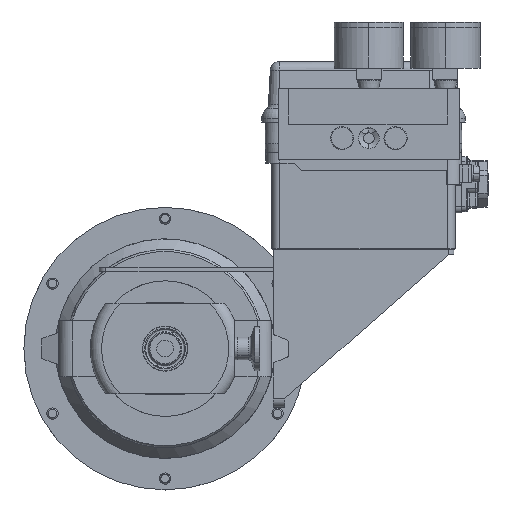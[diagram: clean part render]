
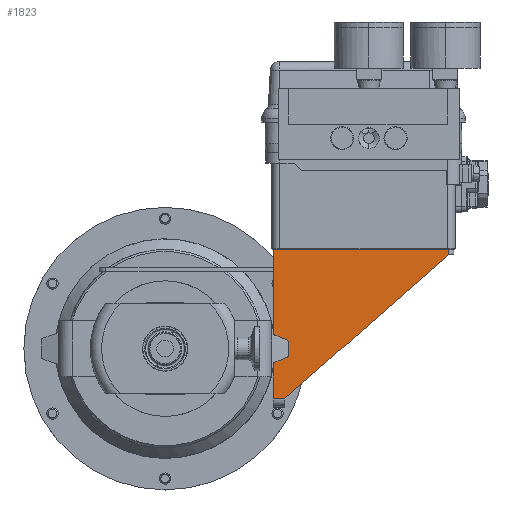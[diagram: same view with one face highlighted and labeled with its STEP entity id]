
A CAD part, front view. The second image highlights one B-rep face of the part: STEP entity #1823.
In plain terms, the highlighted planar face has unit normal (0, -1, 0).
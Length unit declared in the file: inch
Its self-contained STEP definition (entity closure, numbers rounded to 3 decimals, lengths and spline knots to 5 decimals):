
#553 = AXIS2_PLACEMENT_3D ( 'NONE', #27392, #8159, #19273 ) ;
#1083 = FACE_OUTER_BOUND ( 'NONE', #26565, .T. ) ;
#1272 = EDGE_CURVE ( 'NONE', #22688, #26784, #34390, .T. ) ;
#1467 = DIRECTION ( 'NONE',  ( 1., 0., 0. ) ) ;
#1546 = VECTOR ( 'NONE', #25010, 39.37008 ) ;
#1735 = ORIENTED_EDGE ( 'NONE', *, *, #5311, .F. ) ;
#1823 = ADVANCED_FACE ( 'NONE', ( #1083 ), #5549, .F. ) ;
#2065 = CARTESIAN_POINT ( 'NONE',  ( 2.69214, 2.672, -0.19503 ) ) ;
#2778 = DIRECTION ( 'NONE',  ( -0.929, 0., 0.369 ) ) ;
#3383 = VERTEX_POINT ( 'NONE', #33941 ) ;
#3805 = CARTESIAN_POINT ( 'NONE',  ( 2.39, 2.672, -0.35573 ) ) ;
#4622 = LINE ( 'NONE', #35321, #22967 ) ;
#5078 = ORIENTED_EDGE ( 'NONE', *, *, #11555, .F. ) ;
#5311 = EDGE_CURVE ( 'NONE', #26080, #22688, #31154, .T. ) ;
#5549 = PLANE ( 'NONE',  #553 ) ;
#5653 = CARTESIAN_POINT ( 'NONE',  ( 2.39, 2.672, -1.105 ) ) ;
#5661 = DIRECTION ( 'NONE',  ( 0., 0., -1. ) ) ;
#6812 = VERTEX_POINT ( 'NONE', #28483 ) ;
#7285 = VECTOR ( 'NONE', #5661, 39.37008 ) ;
#8133 = DIRECTION ( 'NONE',  ( 0., -1., 0. ) ) ;
#8159 = DIRECTION ( 'NONE',  ( 0., 1., 0. ) ) ;
#8585 = LINE ( 'NONE', #28520, #23907 ) ;
#8985 = DIRECTION ( 'NONE',  ( 0., -1., 0. ) ) ;
#9174 = ORIENTED_EDGE ( 'NONE', *, *, #28443, .F. ) ;
#9496 = CARTESIAN_POINT ( 'NONE',  ( 2.65, 2.672, -1.105 ) ) ;
#9690 = ORIENTED_EDGE ( 'NONE', *, *, #31354, .F. ) ;
#9703 = ORIENTED_EDGE ( 'NONE', *, *, #33812, .F. ) ;
#10060 = AXIS2_PLACEMENT_3D ( 'NONE', #27600, #8133, #21867 ) ;
#10159 = VECTOR ( 'NONE', #1467, 39.37008 ) ;
#10341 = ORIENTED_EDGE ( 'NONE', *, *, #27166, .T. ) ;
#10487 = VERTEX_POINT ( 'NONE', #12359 ) ;
#11062 = CIRCLE ( 'NONE', #27077, 0.06 ) ;
#11555 = EDGE_CURVE ( 'NONE', #26408, #16341, #4622, .T. ) ;
#11727 = DIRECTION ( 'NONE',  ( 0., 0., -1. ) ) ;
#11864 = DIRECTION ( 'NONE',  ( 0.929, 0., 0.369 ) ) ;
#12124 = CARTESIAN_POINT ( 'NONE',  ( 6.265, 2.672, 2.075 ) ) ;
#12153 = DIRECTION ( 'NONE',  ( 0., 0., -1. ) ) ;
#12359 = CARTESIAN_POINT ( 'NONE',  ( 2.39, 2.672, 2.195 ) ) ;
#12378 = CIRCLE ( 'NONE', #20726, 0.06 ) ;
#12427 = CARTESIAN_POINT ( 'NONE',  ( 2.39, 2.672, 2.195 ) ) ;
#13645 = EDGE_CURVE ( 'NONE', #3383, #26080, #16432, .T. ) ;
#14699 = VERTEX_POINT ( 'NONE', #31566 ) ;
#14900 = LINE ( 'NONE', #20899, #10159 ) ;
#14907 = DIRECTION ( 'NONE',  ( 0., 0., 1. ) ) ;
#15196 = DIRECTION ( 'NONE',  ( 1., 0., 0. ) ) ;
#15443 = CARTESIAN_POINT ( 'NONE',  ( 2.73, 2.672, 0.13927 ) ) ;
#16341 = VERTEX_POINT ( 'NONE', #23844 ) ;
#16432 = LINE ( 'NONE', #30537, #24561 ) ;
#17357 = LINE ( 'NONE', #12124, #19916 ) ;
#18309 = CARTESIAN_POINT ( 'NONE',  ( 2.45, 2.672, 0.35573 ) ) ;
#18454 = ORIENTED_EDGE ( 'NONE', *, *, #23326, .F. ) ;
#18471 = CARTESIAN_POINT ( 'NONE',  ( 2.73, 2.672, -0.13927 ) ) ;
#19273 = DIRECTION ( 'NONE',  ( 0., 0., 1. ) ) ;
#19375 = DIRECTION ( 'NONE',  ( 1., 0., 0. ) ) ;
#19577 = ORIENTED_EDGE ( 'NONE', *, *, #26316, .F. ) ;
#19744 = AXIS2_PLACEMENT_3D ( 'NONE', #18309, #23552, #28792 ) ;
#19916 = VECTOR ( 'NONE', #31226, 39.37008 ) ;
#20650 = ORIENTED_EDGE ( 'NONE', *, *, #26781, .F. ) ;
#20726 = AXIS2_PLACEMENT_3D ( 'NONE', #25730, #8985, #11727 ) ;
#20899 = CARTESIAN_POINT ( 'NONE',  ( 2.39, 2.672, 2.195 ) ) ;
#20995 = VERTEX_POINT ( 'NONE', #27194 ) ;
#21177 = EDGE_CURVE ( 'NONE', #14699, #6812, #27382, .T. ) ;
#21674 = EDGE_CURVE ( 'NONE', #26784, #26408, #12378, .T. ) ;
#21823 = LINE ( 'NONE', #32726, #30379 ) ;
#21867 = DIRECTION ( 'NONE',  ( 0., 0., -1. ) ) ;
#21939 = VERTEX_POINT ( 'NONE', #5653 ) ;
#22157 = LINE ( 'NONE', #28524, #28971 ) ;
#22688 = VERTEX_POINT ( 'NONE', #18471 ) ;
#22810 = CARTESIAN_POINT ( 'NONE',  ( 2.45, 2.672, -0.35573 ) ) ;
#22967 = VECTOR ( 'NONE', #2778, 39.37008 ) ;
#22977 = VECTOR ( 'NONE', #15196, 39.37008 ) ;
#23326 = EDGE_CURVE ( 'NONE', #10487, #20995, #25978, .T. ) ;
#23552 = DIRECTION ( 'NONE',  ( 0., 1., 0. ) ) ;
#23753 = VERTEX_POINT ( 'NONE', #9496 ) ;
#23844 = CARTESIAN_POINT ( 'NONE',  ( 2.42786, 2.672, 0.29997 ) ) ;
#23907 = VECTOR ( 'NONE', #14907, 39.37008 ) ;
#24561 = VECTOR ( 'NONE', #11864, 39.37008 ) ;
#24668 = CARTESIAN_POINT ( 'NONE',  ( 2.73, 2.672, 0.13927 ) ) ;
#24778 = CARTESIAN_POINT ( 'NONE',  ( 6.265, 2.672, 2.195 ) ) ;
#24867 = EDGE_CURVE ( 'NONE', #21939, #23753, #21823, .T. ) ;
#25010 = DIRECTION ( 'NONE',  ( 0., 0., 1. ) ) ;
#25684 = DIRECTION ( 'NONE',  ( 0., 0., 1. ) ) ;
#25730 = CARTESIAN_POINT ( 'NONE',  ( 2.67, 2.672, 0.13927 ) ) ;
#25978 = LINE ( 'NONE', #12427, #22977 ) ;
#26080 = VERTEX_POINT ( 'NONE', #2065 ) ;
#26250 = ORIENTED_EDGE ( 'NONE', *, *, #13645, .F. ) ;
#26316 = EDGE_CURVE ( 'NONE', #30282, #3383, #11062, .T. ) ;
#26408 = VERTEX_POINT ( 'NONE', #26506 ) ;
#26506 = CARTESIAN_POINT ( 'NONE',  ( 2.69214, 2.672, 0.19503 ) ) ;
#26565 = EDGE_LOOP ( 'NONE', ( #9174, #28830, #9703, #18454, #10341, #20650, #5078, #30446, #29563, #1735, #26250, #19577, #9690, #29790 ) ) ;
#26781 = EDGE_CURVE ( 'NONE', #16341, #34124, #31982, .T. ) ;
#26784 = VERTEX_POINT ( 'NONE', #15443 ) ;
#27077 = AXIS2_PLACEMENT_3D ( 'NONE', #22810, #31041, #25684 ) ;
#27166 = EDGE_CURVE ( 'NONE', #10487, #34124, #22157, .T. ) ;
#27194 = CARTESIAN_POINT ( 'NONE',  ( 2.49042, 2.672, 2.195 ) ) ;
#27382 = LINE ( 'NONE', #24778, #7285 ) ;
#27392 = CARTESIAN_POINT ( 'NONE',  ( 2.39, 2.672, 2.195 ) ) ;
#27600 = CARTESIAN_POINT ( 'NONE',  ( 2.67, 2.672, -0.13927 ) ) ;
#28443 = EDGE_CURVE ( 'NONE', #6812, #23753, #17357, .T. ) ;
#28483 = CARTESIAN_POINT ( 'NONE',  ( 6.265, 2.672, 2.075 ) ) ;
#28520 = CARTESIAN_POINT ( 'NONE',  ( 2.39, 2.672, -0.35573 ) ) ;
#28524 = CARTESIAN_POINT ( 'NONE',  ( 2.39, 2.672, 2.195 ) ) ;
#28792 = DIRECTION ( 'NONE',  ( 0., 0., -1. ) ) ;
#28830 = ORIENTED_EDGE ( 'NONE', *, *, #21177, .F. ) ;
#28971 = VECTOR ( 'NONE', #12153, 39.37008 ) ;
#29563 = ORIENTED_EDGE ( 'NONE', *, *, #1272, .F. ) ;
#29790 = ORIENTED_EDGE ( 'NONE', *, *, #24867, .T. ) ;
#30200 = CARTESIAN_POINT ( 'NONE',  ( 2.39, 2.672, 0.35573 ) ) ;
#30282 = VERTEX_POINT ( 'NONE', #3805 ) ;
#30379 = VECTOR ( 'NONE', #19375, 39.37008 ) ;
#30446 = ORIENTED_EDGE ( 'NONE', *, *, #21674, .F. ) ;
#30537 = CARTESIAN_POINT ( 'NONE',  ( 2.69214, 2.672, -0.19503 ) ) ;
#31041 = DIRECTION ( 'NONE',  ( 0., 1., 0. ) ) ;
#31154 = CIRCLE ( 'NONE', #10060, 0.06 ) ;
#31226 = DIRECTION ( 'NONE',  ( -0.751, 0., -0.66 ) ) ;
#31354 = EDGE_CURVE ( 'NONE', #21939, #30282, #8585, .T. ) ;
#31566 = CARTESIAN_POINT ( 'NONE',  ( 6.265, 2.672, 2.195 ) ) ;
#31982 = CIRCLE ( 'NONE', #19744, 0.06 ) ;
#32726 = CARTESIAN_POINT ( 'NONE',  ( 2.39, 2.672, -1.105 ) ) ;
#33812 = EDGE_CURVE ( 'NONE', #20995, #14699, #14900, .T. ) ;
#33941 = CARTESIAN_POINT ( 'NONE',  ( 2.42786, 2.672, -0.29997 ) ) ;
#34124 = VERTEX_POINT ( 'NONE', #30200 ) ;
#34390 = LINE ( 'NONE', #24668, #1546 ) ;
#35321 = CARTESIAN_POINT ( 'NONE',  ( 2.42786, 2.672, 0.29997 ) ) ;
